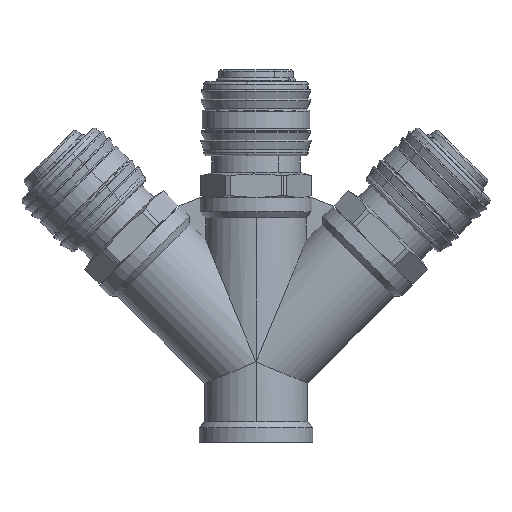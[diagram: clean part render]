
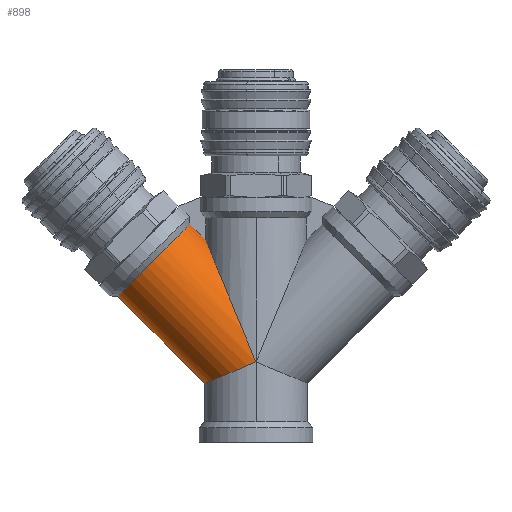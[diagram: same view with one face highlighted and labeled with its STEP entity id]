
A CAD part, left-side view. The second image highlights one B-rep face of the part: STEP entity #898.
In plain terms, the highlighted cylindrical face has radius 12.5 mm (diameter 25 mm), a partial arc.
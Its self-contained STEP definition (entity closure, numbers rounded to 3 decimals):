
#898=ADVANCED_FACE('',(#1906),#1907,.T.);
#1906=FACE_OUTER_BOUND('',#2998,.T.);
#1907=CYLINDRICAL_SURFACE('',#2999,12.5);
#2998=EDGE_LOOP('',(#5555,#5556,#5557,#5558,#5559));
#2999=AXIS2_PLACEMENT_3D('',#5560,#5561,#5562);
#5555=ORIENTED_EDGE('',*,*,#7319,.T.);
#5556=ORIENTED_EDGE('',*,*,#7078,.F.);
#5557=ORIENTED_EDGE('',*,*,#7357,.F.);
#5558=ORIENTED_EDGE('',*,*,#6813,.T.);
#5559=ORIENTED_EDGE('',*,*,#6551,.F.);
#5560=CARTESIAN_POINT('',(69.567,41.285,-16.606));
#5561=DIRECTION('',(0.0,0.707,0.707));
#5562=DIRECTION('',(0.0,0.707,-0.707));
#6551=EDGE_CURVE('',#7903,#7906,#7907,.T.);
#6813=EDGE_CURVE('',#8309,#7906,#8310,.T.);
#7078=EDGE_CURVE('',#8555,#8692,#8693,.T.);
#7319=EDGE_CURVE('',#7903,#8692,#8994,.T.);
#7357=EDGE_CURVE('',#8309,#8555,#9038,.T.);
#7903=VERTEX_POINT('',#9820);
#7906=VERTEX_POINT('',#9824);
#7907=CIRCLE('',#9825,12.5);
#8309=VERTEX_POINT('',#10490);
#8310=LINE('',#10491,#10492);
#8555=VERTEX_POINT('',#10802);
#8692=VERTEX_POINT('',#11039);
#8693=ELLIPSE('',#11040,13.53,12.5);
#8994=LINE('',#11498,#11499);
#9038=ELLIPSE('',#11558,32.664,12.5);
#9820=CARTESIAN_POINT('',(69.567,60.731,-14.838));
#9824=CARTESIAN_POINT('',(67.067,43.232,2.661));
#9825=AXIS2_PLACEMENT_3D('',#12161,#12162,#12163);
#10490=CARTESIAN_POINT('',(67.067,39.391,-1.18));
#10491=CARTESIAN_POINT('',(67.067,32.625,-7.946));
#10492=VECTOR('',#12610,10.0);
#10802=CARTESIAN_POINT('',(57.067,27.143,-30.748));
#11039=CARTESIAN_POINT('',(69.567,39.643,-35.926));
#11040=AXIS2_PLACEMENT_3D('',#13070,#13071,#13072);
#11498=CARTESIAN_POINT('',(69.567,50.124,-25.445));
#11499=VECTOR('',#13422,1.0);
#11558=AXIS2_PLACEMENT_3D('',#13474,#13475,#13476);
#12161=CARTESIAN_POINT('',(69.567,51.892,-6.));
#12162=DIRECTION('',(0.0,0.707,0.707));
#12163=DIRECTION('',(0.0,0.707,-0.707));
#12610=DIRECTION('',(0.0,0.707,0.707));
#13070=CARTESIAN_POINT('',(69.567,27.143,-30.748));
#13071=DIRECTION('',(0.0,-0.383,-0.924));
#13072=DIRECTION('',(0.0,0.924,-0.383));
#13422=DIRECTION('',(0.0,-0.707,-0.707));
#13474=CARTESIAN_POINT('',(69.567,27.143,-30.748));
#13475=DIRECTION('',(0.0,-0.924,0.383));
#13476=DIRECTION('',(0.0,-0.383,-0.924));
